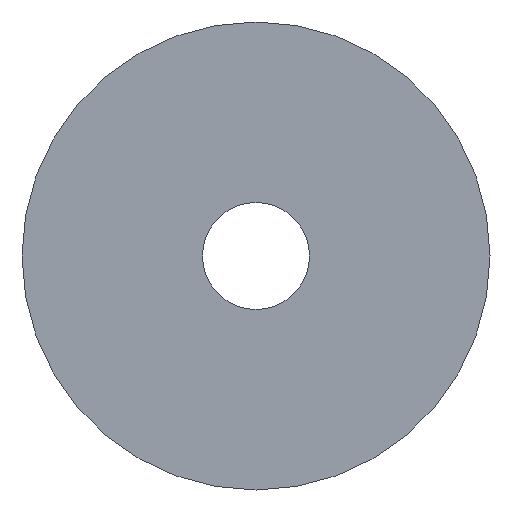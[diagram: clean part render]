
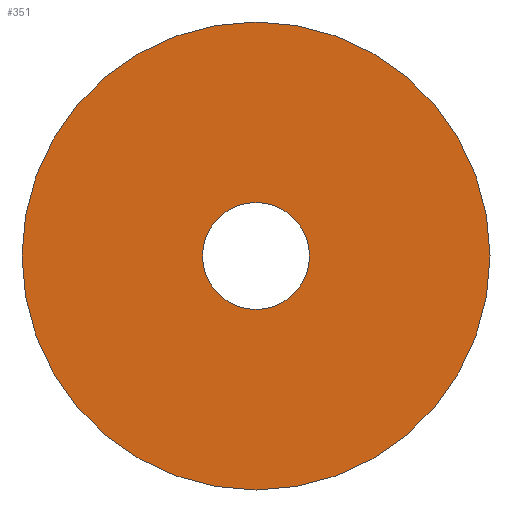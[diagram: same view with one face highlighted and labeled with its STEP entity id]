
A CAD part, front view. The second image highlights one B-rep face of the part: STEP entity #351.
In plain terms, the highlighted planar face has unit normal (0, -1, 0).
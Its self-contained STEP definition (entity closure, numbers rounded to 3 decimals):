
#18 = CIRCLE ( 'NONE', #288, 4. ) ;
#23 = EDGE_CURVE ( 'NONE', #307, #207, #18, .T. ) ;
#25 = DIRECTION ( 'NONE',  ( 0., -1., 0. ) ) ;
#31 = PLANE ( 'NONE',  #318 ) ;
#70 = VERTEX_POINT ( 'NONE', #174 ) ;
#74 = AXIS2_PLACEMENT_3D ( 'NONE', #192, #302, #95 ) ;
#77 = DIRECTION ( 'NONE',  ( 0., 0., 1. ) ) ;
#93 = ORIENTED_EDGE ( 'NONE', *, *, #133, .F. ) ;
#95 = DIRECTION ( 'NONE',  ( 0., 0., 1. ) ) ;
#96 = ORIENTED_EDGE ( 'NONE', *, *, #23, .T. ) ;
#98 = EDGE_CURVE ( 'NONE', #219, #70, #313, .T. ) ;
#111 = CARTESIAN_POINT ( 'NONE',  ( 0., -7., 0. ) ) ;
#121 = CARTESIAN_POINT ( 'NONE',  ( 0., -7., -4. ) ) ;
#133 = EDGE_CURVE ( 'NONE', #70, #219, #255, .T. ) ;
#154 = CARTESIAN_POINT ( 'NONE',  ( 0., -7., 0. ) ) ;
#161 = FACE_BOUND ( 'NONE', #335, .T. ) ;
#174 = CARTESIAN_POINT ( 'NONE',  ( 0., -7., -17.5 ) ) ;
#187 = ORIENTED_EDGE ( 'NONE', *, *, #98, .F. ) ;
#189 = FACE_OUTER_BOUND ( 'NONE', #247, .T. ) ;
#192 = CARTESIAN_POINT ( 'NONE',  ( 0., -7., 0. ) ) ;
#194 = ORIENTED_EDGE ( 'NONE', *, *, #296, .T. ) ;
#200 = CIRCLE ( 'NONE', #74, 4. ) ;
#202 = DIRECTION ( 'NONE',  ( 0., 0., 1. ) ) ;
#207 = VERTEX_POINT ( 'NONE', #121 ) ;
#215 = DIRECTION ( 'NONE',  ( 0., 0., -1. ) ) ;
#219 = VERTEX_POINT ( 'NONE', #244 ) ;
#231 = DIRECTION ( 'NONE',  ( 0., 1., 0. ) ) ;
#233 = AXIS2_PLACEMENT_3D ( 'NONE', #287, #259, #202 ) ;
#238 = DIRECTION ( 'NONE',  ( 0., 0., 1. ) ) ;
#244 = CARTESIAN_POINT ( 'NONE',  ( 0., -7., 17.5 ) ) ;
#247 = EDGE_LOOP ( 'NONE', ( #187, #93 ) ) ;
#255 = CIRCLE ( 'NONE', #317, 17.5 ) ;
#259 = DIRECTION ( 'NONE',  ( 0., 1., 0. ) ) ;
#287 = CARTESIAN_POINT ( 'NONE',  ( 0., -7., 0. ) ) ;
#288 = AXIS2_PLACEMENT_3D ( 'NONE', #111, #231, #77 ) ;
#296 = EDGE_CURVE ( 'NONE', #207, #307, #200, .T. ) ;
#302 = DIRECTION ( 'NONE',  ( 0., 1., 0. ) ) ;
#307 = VERTEX_POINT ( 'NONE', #361 ) ;
#313 = CIRCLE ( 'NONE', #233, 17.5 ) ;
#317 = AXIS2_PLACEMENT_3D ( 'NONE', #321, #354, #238 ) ;
#318 = AXIS2_PLACEMENT_3D ( 'NONE', #154, #25, #215 ) ;
#321 = CARTESIAN_POINT ( 'NONE',  ( 0., -7., 0. ) ) ;
#335 = EDGE_LOOP ( 'NONE', ( #96, #194 ) ) ;
#351 = ADVANCED_FACE ( 'NONE', ( #161, #189 ), #31, .T. ) ;
#354 = DIRECTION ( 'NONE',  ( 0., 1., 0. ) ) ;
#361 = CARTESIAN_POINT ( 'NONE',  ( 0., -7., 4. ) ) ;
